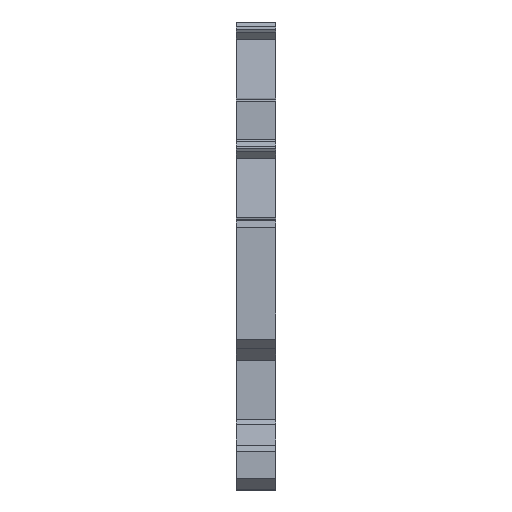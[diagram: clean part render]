
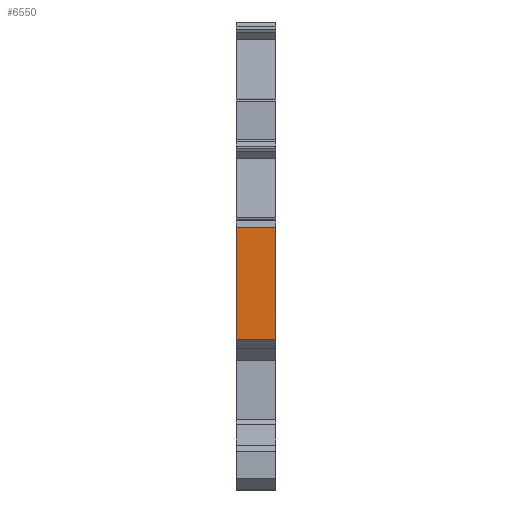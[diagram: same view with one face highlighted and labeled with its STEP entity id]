
A CAD part, left-side view. The second image highlights one B-rep face of the part: STEP entity #6550.
In plain terms, the highlighted free-form (B-spline) face has degree [1, 1] with [2, 2] control points.
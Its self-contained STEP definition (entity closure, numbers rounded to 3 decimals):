
#40=CARTESIAN_POINT('',(-31.8,9.4,-12.8));
#41=VERTEX_POINT('',#40);
#50=CARTESIAN_POINT('',(-31.8,12.9,-12.8));
#51=VERTEX_POINT('',#50);
#52=CARTESIAN_POINT('',(-31.8,9.4,-12.8));
#53=CARTESIAN_POINT('',(-31.8,12.9,-12.8));
#54=B_SPLINE_CURVE_WITH_KNOTS('',1,(#52,#53),.POLYLINE_FORM.,.F.,.U.,(2,2),(0.,1.),.UNSPECIFIED.);
#55=EDGE_CURVE('',#41,#51,#54,.T.);
#71=CARTESIAN_POINT('',(-31.8,9.4,-2.918));
#72=VERTEX_POINT('',#71);
#73=CARTESIAN_POINT('',(-31.8,12.9,-2.918));
#74=VERTEX_POINT('',#73);
#75=CARTESIAN_POINT('',(-31.8,9.4,-2.918));
#76=CARTESIAN_POINT('',(-31.8,12.9,-2.918));
#77=B_SPLINE_CURVE_WITH_KNOTS('',1,(#75,#76),.POLYLINE_FORM.,.F.,.U.,(2,2),(0.,1.),.UNSPECIFIED.);
#78=EDGE_CURVE('',#72,#74,#77,.T.);
#6316=CARTESIAN_POINT('',(-31.8,12.9,-12.8));
#6317=CARTESIAN_POINT('',(-31.8,12.9,-2.918));
#6318=B_SPLINE_CURVE_WITH_KNOTS('',1,(#6316,#6317),.POLYLINE_FORM.,.F.,.U.,(2,2),(0.,1.),.UNSPECIFIED.);
#6319=EDGE_CURVE('',#51,#74,#6318,.T.);
#6374=CARTESIAN_POINT('',(-31.8,9.4,-10.988));
#6375=VERTEX_POINT('',#6374);
#6376=CARTESIAN_POINT('',(-31.8,9.4,-2.918));
#6377=CARTESIAN_POINT('',(-31.8,9.4,-10.988));
#6378=B_SPLINE_CURVE_WITH_KNOTS('',1,(#6376,#6377),.POLYLINE_FORM.,.F.,.U.,(2,2),(0.,1.),.UNSPECIFIED.);
#6379=EDGE_CURVE('',#72,#6375,#6378,.T.);
#6381=CARTESIAN_POINT('',(-31.8,9.4,-10.989));
#6382=VERTEX_POINT('',#6381);
#6383=CARTESIAN_POINT('',(-31.8,9.4,-10.988));
#6384=CARTESIAN_POINT('',(-31.8,9.4,-10.988));
#6385=CARTESIAN_POINT('',(-31.8,9.4,-10.988));
#6386=(BOUNDED_CURVE()B_SPLINE_CURVE(2,(#6383,#6384,#6385),.CIRCULAR_ARC.,.F.,.U.)B_SPLINE_CURVE_WITH_KNOTS((3,3),(0.,0.001),.UNSPECIFIED.)CURVE()GEOMETRIC_REPRESENTATION_ITEM()RATIONAL_B_SPLINE_CURVE((0.898,0.899,0.899))REPRESENTATION_ITEM(''));
#6387=EDGE_CURVE('',#6382,#6375,#6386,.T.);
#6389=CARTESIAN_POINT('',(-31.8,9.4,-12.8));
#6390=CARTESIAN_POINT('',(-31.8,9.4,-10.989));
#6391=B_SPLINE_CURVE_WITH_KNOTS('',1,(#6389,#6390),.POLYLINE_FORM.,.F.,.U.,(2,2),(0.508,0.508),.UNSPECIFIED.);
#6392=EDGE_CURVE('',#41,#6382,#6391,.T.);
#6537=CARTESIAN_POINT('',(-31.8,13.148,-1.885));
#6538=CARTESIAN_POINT('',(-31.8,9.152,-1.885));
#6539=CARTESIAN_POINT('',(-31.8,13.148,-13.865));
#6540=CARTESIAN_POINT('',(-31.8,9.152,-13.865));
#6541=B_SPLINE_SURFACE_WITH_KNOTS('',1,1,((#6537,#6538),(#6539,#6540)),.PLANE_SURF.,.F.,.F.,.U.,(2,2),(2,2),(0.,1.),(0.,1.),.UNSPECIFIED.);
#6542=ORIENTED_EDGE('',*,*,#6387,.T.);
#6543=ORIENTED_EDGE('',*,*,#6379,.F.);
#6544=ORIENTED_EDGE('',*,*,#78,.T.);
#6545=ORIENTED_EDGE('',*,*,#6319,.F.);
#6546=ORIENTED_EDGE('',*,*,#55,.F.);
#6547=ORIENTED_EDGE('',*,*,#6392,.T.);
#6548=EDGE_LOOP('',(#6542,#6543,#6544,#6545,#6546,#6547));
#6549=FACE_OUTER_BOUND('',#6548,.T.);
#6550=ADVANCED_FACE('',(#6549),#6541,.T.);
